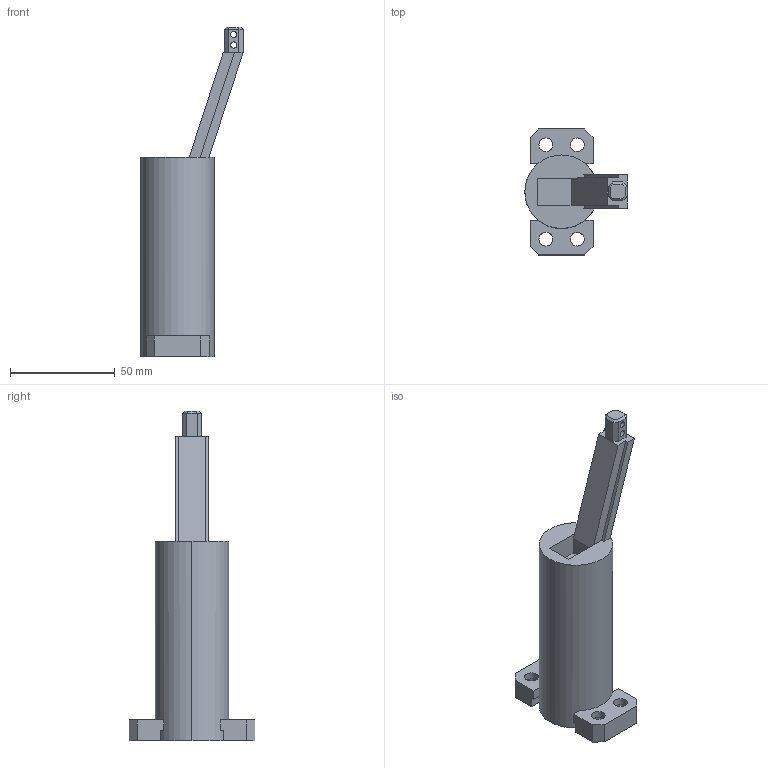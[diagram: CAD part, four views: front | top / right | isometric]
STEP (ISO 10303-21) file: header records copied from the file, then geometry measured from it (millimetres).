
FILE_DESCRIPTION (( 'STEP AP214' ), '1' );
FILE_NAME ('ŠJŽ¦—p_SR03_.STEP', '2017-06-23T09:45:14', ( '' ), ( '' ), 'SwSTEP 2.0', 'SolidWorks 2016', '' );
FILE_SCHEMA (( 'AUTOMOTIVE_DESIGN' ));
Length unit declared in the file: millimetre
Products named in the file (5): 開示用_SR03_02_Slidecore_; 開示用_SR03_; 開示用_SR03_03_Holdcore; 開示用_SR03_01_Holder_; 開示用_SR03_04_Kyblock
Assembly tree (4 placements, depth 2):
  開示用_SR03_
    開示用_SR03_01_Holder_
    開示用_SR03_02_Slidecore_
    開示用_SR03_03_Holdcore
    開示用_SR03_04_Kyblock
Bounding box: 48.75 x 60 x 157 mm (x, y, z)
Volume: 85970.6 mm3; surface area: 30231.6 mm2
Topology: 5 solids, 5 shells, 117 faces, 288 edges, 187 vertices
Faces by surface type: plane 87, cylinder 26, cone 4
Entity records: 4901 total; most frequent: DIRECTION 598, CARTESIAN_POINT 597, ORIENTED_EDGE 572, EDGE_CURVE 286, LINE 222, VECTOR 222, AXIS2_PLACEMENT_3D 188, VERTEX_POINT 187
